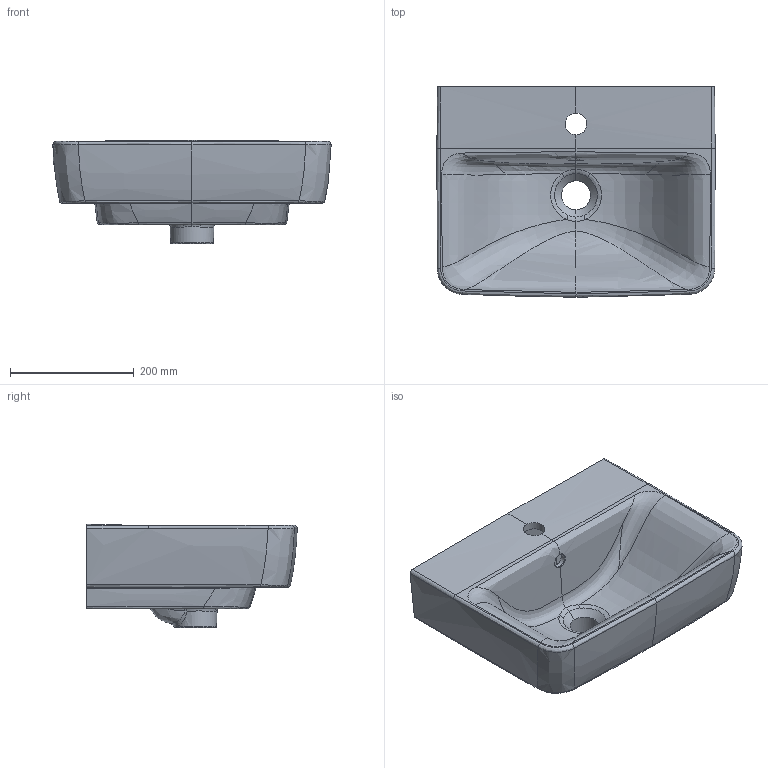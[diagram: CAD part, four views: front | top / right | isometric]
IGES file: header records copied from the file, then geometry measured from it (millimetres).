
Global section: file name: 501624; native system: Autodesk Inventor 2018; preprocessor: unknown; author: JANAN; date: 20201201.133933; units: millimetre
Bounding box: 449.38 x 339.84 x 166.5 mm (x, y, z)
Volume: 8754340.9 mm3; surface area: 604417.8 mm2
Topology: 1 solids, 1 shells, 165 faces, 524 edges, 358 vertices
Faces by surface type: bspline 165
